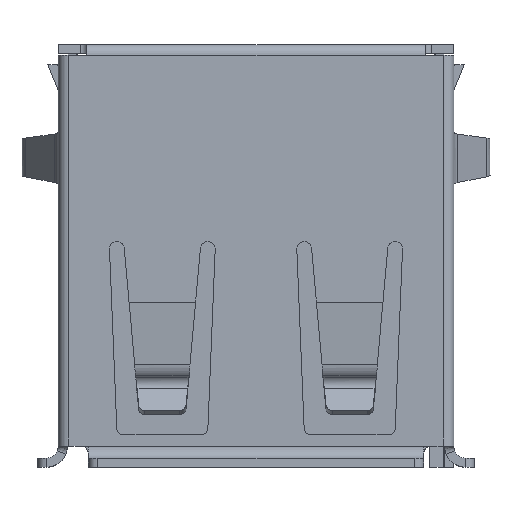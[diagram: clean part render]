
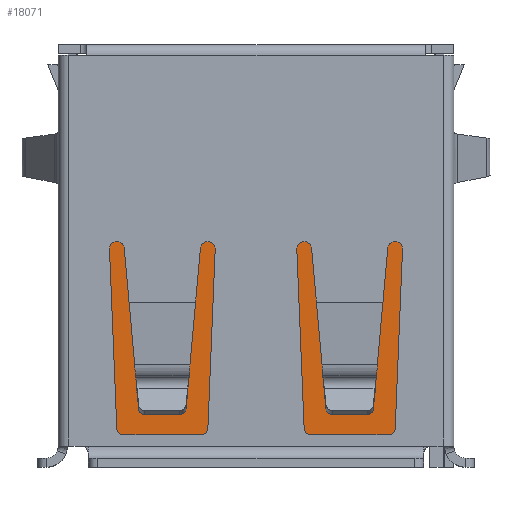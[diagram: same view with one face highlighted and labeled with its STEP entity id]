
A CAD part, top view. The second image highlights one B-rep face of the part: STEP entity #18071.
In plain terms, the highlighted planar face has unit normal (0, 0, 1).
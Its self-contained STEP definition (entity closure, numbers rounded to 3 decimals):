
#514=PLANE('',#19197);
#1237=FACE_OUTER_BOUND('',#2168,.T.);
#2168=EDGE_LOOP('',(#13408,#13409,#13410,#13411));
#3334=LINE('',#26403,#5368);
#3337=LINE('',#26418,#5371);
#3578=LINE('',#26916,#5612);
#3633=LINE('',#27023,#5667);
#5368=VECTOR('',#21463,1.);
#5371=VECTOR('',#21476,1.);
#5612=VECTOR('',#21875,1.);
#5667=VECTOR('',#21962,1.);
#7736=VERTEX_POINT('',#26399);
#7738=VERTEX_POINT('',#26402);
#7744=VERTEX_POINT('',#26415);
#7745=VERTEX_POINT('',#26417);
#9655=EDGE_CURVE('',#7738,#7736,#3334,.T.);
#9662=EDGE_CURVE('',#7745,#7744,#3337,.T.);
#9906=EDGE_CURVE('',#7736,#7745,#3578,.T.);
#9961=EDGE_CURVE('',#7738,#7744,#3633,.T.);
#13408=ORIENTED_EDGE('',*,*,#9961,.F.);
#13409=ORIENTED_EDGE('',*,*,#9655,.T.);
#13410=ORIENTED_EDGE('',*,*,#9906,.T.);
#13411=ORIENTED_EDGE('',*,*,#9662,.T.);
#18071=ADVANCED_FACE('',(#1237),#514,.T.);
#19197=AXIS2_PLACEMENT_3D('',#27022,#21960,#21961);
#21463=DIRECTION('',(0.,-1.,0.));
#21476=DIRECTION('',(0.,1.,0.));
#21875=DIRECTION('',(1.,0.,0.));
#21960=DIRECTION('center_axis',(0.,0.,1.));
#21961=DIRECTION('ref_axis',(1.,0.,0.));
#21962=DIRECTION('',(1.,0.,0.));
#26399=CARTESIAN_POINT('',(-5.35,-10.62,6.124));
#26402=CARTESIAN_POINT('',(-5.35,-2.77,6.124));
#26403=CARTESIAN_POINT('',(-5.35,-11.22,6.124));
#26415=CARTESIAN_POINT('',(5.35,-2.77,6.124));
#26417=CARTESIAN_POINT('',(5.35,-10.62,6.124));
#26418=CARTESIAN_POINT('',(5.35,-11.22,6.124));
#26916=CARTESIAN_POINT('',(5.33,-10.62,6.124));
#27022=CARTESIAN_POINT('Origin',(-5.55,-11.22,6.124));
#27023=CARTESIAN_POINT('',(-5.55,-2.77,6.124));
